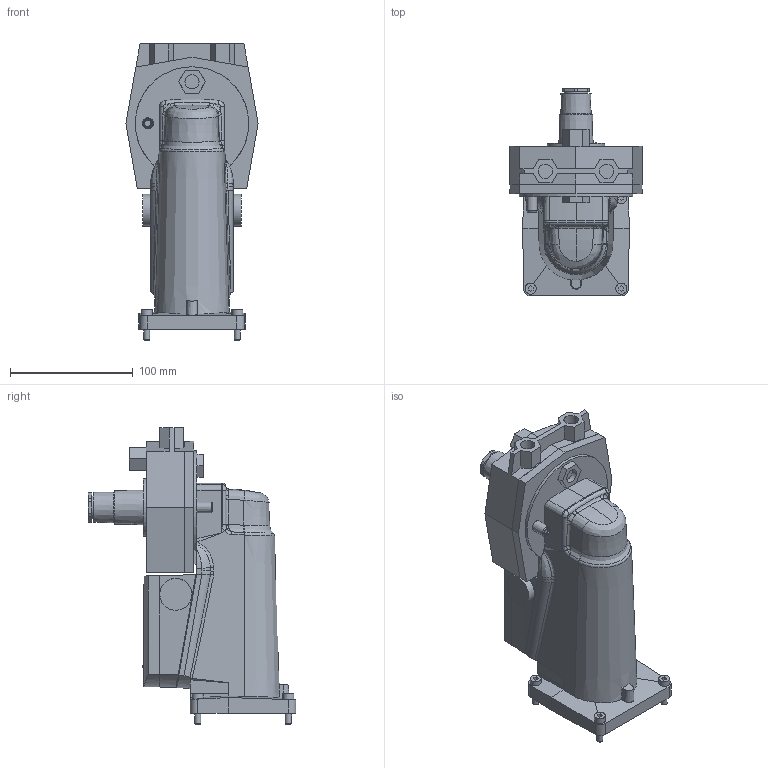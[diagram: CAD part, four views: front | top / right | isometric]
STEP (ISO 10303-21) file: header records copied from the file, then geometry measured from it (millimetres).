
FILE_DESCRIPTION(/* description */ ('Step214-Parts for PM'),/* implementation_level */ '2;1');
FILE_NAME(/* name */ 'SKP55...U.stp',/* time_stamp */ '2016-04-01T14:33:14+02:00',/* author */ ('EMC'),/* organization */ ('Siemens'),/* preprocessor_version */ 'ST-DEVELOPER v15',/* originating_system */ 'SIEMENS PLM Software NX 8.5',/* authorisation */ 'EMC/PM');
FILE_SCHEMA (('AUTOMOTIVE_DESIGN { 1 0 10303 214 3 1 1 1 }'));
Length unit declared in the file: millimetre
Products named in the file (1): Volc1A581F4Dy4f8
Bounding box: 107.9 x 169.26 x 241.79 mm (x, y, z)
Volume: 1357466.6 mm3; surface area: 109770.8 mm2
Topology: 1 solids, 2 shells, 292 faces, 785 edges, 525 vertices
Faces by surface type: plane 170, bspline 54, cylinder 39, cone 26, torus 2, sphere 1
Full cylindrical faces by diameter (mm): 5 x4, 9 x4, 11.445 x1, 11.8 x3, 15.25 x1, 19.5 x1, 47 x1
Entity records: 13010 total; most frequent: CARTESIAN_POINT 4286, ORIENTED_EDGE 1390, DIRECTION 1200, EDGE_CURVE 695, VERTEX_POINT 470, AXIS2_PLACEMENT_3D 410, LINE 380, VECTOR 380
